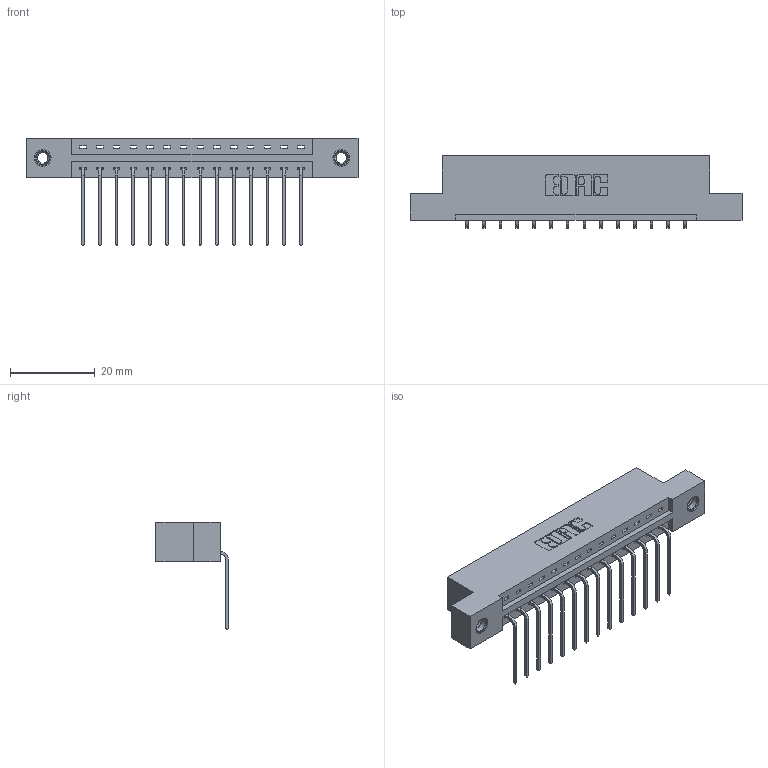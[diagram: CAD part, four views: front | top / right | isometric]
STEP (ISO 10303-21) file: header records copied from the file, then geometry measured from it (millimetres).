
FILE_DESCRIPTION (( 'STEP AP203' ), '1' );
FILE_NAME ('387-014-559-107.STEP', '2019-10-02T16:04:41', ( '' ), ( '' ), 'SwSTEP 2.0', 'SolidWorks 2016', '' );
FILE_SCHEMA (( 'CONFIG_CONTROL_DESIGN' ));
Length unit declared in the file: inch
Products named in the file (4): 387-014-559-107; 345-250-001_345-250-005-103; 345-292-001_558 559 Tail - 1; 337 Part_Flush Mounting Lugs - 0.156 Dia-TI
Assembly tree (17 placements, depth 2):
  387-014-559-107
    337 Part_Flush Mounting Lugs - 0.156 Dia-TI
    345-292-001_558 559 Tail - 1  x14
    345-250-001_345-250-005-103  x2
Bounding box: 78.49 x 17.09 x 25.53 mm (x, y, z)
Volume: 7840 mm3; surface area: 8273.7 mm2
Topology: 17 solids, 17 shells, 1070 faces, 3163 edges, 2082 vertices
Faces by surface type: plane 774, cylinder 280, cone 12, torus 4
Entity records: 15298 total; most frequent: CARTESIAN_POINT 2643, ORIENTED_EDGE 2586, DIRECTION 2315, EDGE_CURVE 1293, VECTOR 1145, LINE 1145, VERTEX_POINT 856, AXIS2_PLACEMENT_3D 585
